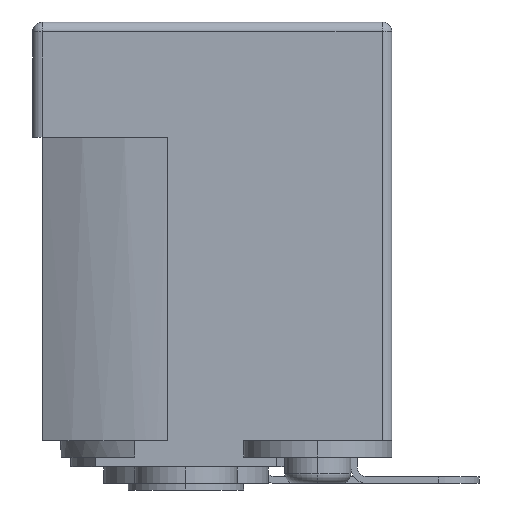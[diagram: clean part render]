
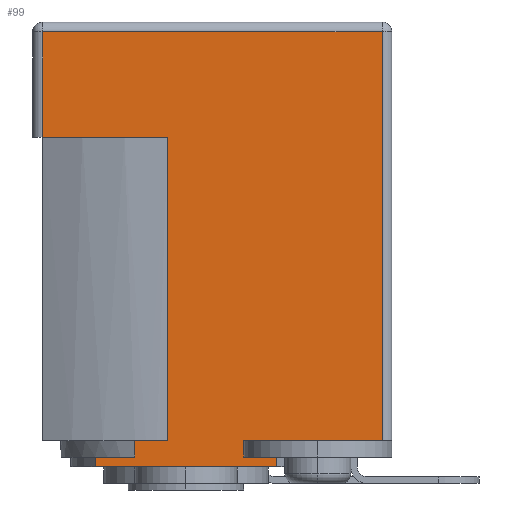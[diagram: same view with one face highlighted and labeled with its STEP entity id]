
A CAD part, left-side view. The second image highlights one B-rep face of the part: STEP entity #99.
In plain terms, the highlighted planar face has unit normal (-1, 0, 0).
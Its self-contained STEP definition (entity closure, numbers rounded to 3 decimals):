
#99=ADVANCED_FACE('',(#235),#236,.T.);
#235=FACE_OUTER_BOUND('',#461,.T.);
#236=PLANE('',#462);
#461=EDGE_LOOP('',(#852,#853,#854,#855,#856,#857,#858,#859,#860,#861,#862,#863,#864,#865,#866,#867));
#462=AXIS2_PLACEMENT_3D('',#868,#869,#870);
#852=ORIENTED_EDGE('',*,*,#1622,.F.);
#853=ORIENTED_EDGE('',*,*,#1623,.T.);
#854=ORIENTED_EDGE('',*,*,#1624,.T.);
#855=ORIENTED_EDGE('',*,*,#1625,.T.);
#856=ORIENTED_EDGE('',*,*,#1626,.F.);
#857=ORIENTED_EDGE('',*,*,#1627,.T.);
#858=ORIENTED_EDGE('',*,*,#1628,.T.);
#859=ORIENTED_EDGE('',*,*,#1629,.F.);
#860=ORIENTED_EDGE('',*,*,#1630,.T.);
#861=ORIENTED_EDGE('',*,*,#1631,.F.);
#862=ORIENTED_EDGE('',*,*,#1632,.F.);
#863=ORIENTED_EDGE('',*,*,#1633,.F.);
#864=ORIENTED_EDGE('',*,*,#1634,.F.);
#865=ORIENTED_EDGE('',*,*,#1635,.T.);
#866=ORIENTED_EDGE('',*,*,#1581,.T.);
#867=ORIENTED_EDGE('',*,*,#1636,.T.);
#868=CARTESIAN_POINT('',(-4.5,10.9,-13.2));
#869=DIRECTION('',(-1.0,0.,0.0));
#870=DIRECTION('',(0.,1.0,0.0));
#1581=EDGE_CURVE('',#1929,#1927,#1930,.T.);
#1622=EDGE_CURVE('',#1998,#1999,#2000,.T.);
#1623=EDGE_CURVE('',#1998,#2001,#2002,.T.);
#1624=EDGE_CURVE('',#2001,#2003,#2004,.T.);
#1625=EDGE_CURVE('',#2003,#2005,#2006,.T.);
#1626=EDGE_CURVE('',#2007,#2005,#2008,.T.);
#1627=EDGE_CURVE('',#2007,#2009,#2010,.T.);
#1628=EDGE_CURVE('',#2009,#2011,#2012,.T.);
#1629=EDGE_CURVE('',#2013,#2011,#2014,.T.);
#1630=EDGE_CURVE('',#2013,#2015,#2016,.T.);
#1631=EDGE_CURVE('',#2017,#2015,#2018,.T.);
#1632=EDGE_CURVE('',#2019,#2017,#2020,.T.);
#1633=EDGE_CURVE('',#2021,#2019,#2022,.T.);
#1634=EDGE_CURVE('',#2023,#2021,#2024,.T.);
#1635=EDGE_CURVE('',#2023,#1929,#2025,.T.);
#1636=EDGE_CURVE('',#1927,#1999,#2026,.T.);
#1927=VERTEX_POINT('',#2413);
#1929=VERTEX_POINT('',#2416);
#1930=LINE('',#2417,#2418);
#1998=VERTEX_POINT('',#2520);
#1999=VERTEX_POINT('',#2521);
#2000=LINE('',#2522,#2523);
#2001=VERTEX_POINT('',#2524);
#2002=LINE('',#2525,#2526);
#2003=VERTEX_POINT('',#2527);
#2004=LINE('',#2528,#2529);
#2005=VERTEX_POINT('',#2530);
#2006=LINE('',#2531,#2532);
#2007=VERTEX_POINT('',#2533);
#2008=LINE('',#2534,#2535);
#2009=VERTEX_POINT('',#2536);
#2010=LINE('',#2537,#2538);
#2011=VERTEX_POINT('',#2539);
#2012=LINE('',#2540,#2541);
#2013=VERTEX_POINT('',#2542);
#2014=LINE('',#2543,#2544);
#2015=VERTEX_POINT('',#2545);
#2016=LINE('',#2546,#2547);
#2017=VERTEX_POINT('',#2548);
#2018=LINE('',#2549,#2550);
#2019=VERTEX_POINT('',#2551);
#2020=LINE('',#2552,#2553);
#2021=VERTEX_POINT('',#2554);
#2022=LINE('',#2555,#2556);
#2023=VERTEX_POINT('',#2557);
#2024=LINE('',#2558,#2559);
#2025=LINE('',#2560,#2561);
#2026=LINE('',#2562,#2563);
#2413=CARTESIAN_POINT('',(-4.5,4.5,-13.2));
#2416=CARTESIAN_POINT('',(-4.5,3.5,-13.2));
#2417=CARTESIAN_POINT('',(-4.5,9.0,-13.2));
#2418=VECTOR('',#2986,1000.0);
#2520=CARTESIAN_POINT('',(-4.5,0.3,-12.7));
#2521=CARTESIAN_POINT('',(-4.5,4.5,-12.7));
#2522=CARTESIAN_POINT('',(-4.5,0.,-12.7));
#2523=VECTOR('',#3039,1000.0);
#2524=CARTESIAN_POINT('',(-4.5,0.3,-0.3));
#2525=CARTESIAN_POINT('',(-4.5,0.3,-13.2));
#2526=VECTOR('',#3040,1000.0);
#2527=CARTESIAN_POINT('',(-4.5,10.6,-0.3));
#2528=CARTESIAN_POINT('',(-4.5,10.9,-0.3));
#2529=VECTOR('',#3041,1000.0);
#2530=CARTESIAN_POINT('',(-4.5,10.6,-3.5));
#2531=CARTESIAN_POINT('',(-4.5,10.6,-13.2));
#2532=VECTOR('',#3042,1000.0);
#2533=CARTESIAN_POINT('',(-4.5,6.8,-3.5));
#2534=CARTESIAN_POINT('',(-4.5,6.8,-3.5));
#2535=VECTOR('',#3043,1000.0);
#2536=CARTESIAN_POINT('',(-4.5,6.8,-12.7));
#2537=CARTESIAN_POINT('',(-4.5,6.8,-3.5));
#2538=VECTOR('',#3044,1000.0);
#2539=CARTESIAN_POINT('',(-4.5,7.8,-12.7));
#2540=CARTESIAN_POINT('',(-4.5,4.5,-12.7));
#2541=VECTOR('',#3045,1000.0);
#2542=CARTESIAN_POINT('',(-4.5,7.8,-13.2));
#2543=CARTESIAN_POINT('',(-4.5,7.8,-13.2));
#2544=VECTOR('',#3046,1000.0);
#2545=CARTESIAN_POINT('',(-4.5,9.0,-13.2));
#2546=CARTESIAN_POINT('',(-4.5,9.0,-13.2));
#2547=VECTOR('',#3047,1000.0);
#2548=CARTESIAN_POINT('',(-4.5,9.0,-13.5));
#2549=CARTESIAN_POINT('',(-4.5,9.0,-13.5));
#2550=VECTOR('',#3048,1000.0);
#2551=CARTESIAN_POINT('',(-4.5,7.8,-13.5));
#2552=CARTESIAN_POINT('',(-4.5,9.0,-13.5));
#2553=VECTOR('',#3049,1000.0);
#2554=CARTESIAN_POINT('',(-4.5,4.7,-13.5));
#2555=CARTESIAN_POINT('',(-4.5,9.0,-13.5));
#2556=VECTOR('',#3050,1000.0);
#2557=CARTESIAN_POINT('',(-4.5,3.5,-13.5));
#2558=CARTESIAN_POINT('',(-4.5,9.0,-13.5));
#2559=VECTOR('',#3051,1000.0);
#2560=CARTESIAN_POINT('',(-4.5,3.5,-13.5));
#2561=VECTOR('',#3052,1000.0);
#2562=CARTESIAN_POINT('',(-4.5,4.5,-13.2));
#2563=VECTOR('',#3053,1000.0);
#2986=DIRECTION('',(0.,1.0,-0.0));
#3039=DIRECTION('',(0.0,1.0,0.0));
#3040=DIRECTION('',(0.0,0.0,1.0));
#3041=DIRECTION('',(0.,1.0,-0.0));
#3042=DIRECTION('',(-0.0,-0.0,-1.0));
#3043=DIRECTION('',(0.0,1.0,0.0));
#3044=DIRECTION('',(-0.0,-0.0,-1.0));
#3045=DIRECTION('',(0.0,1.0,0.0));
#3046=DIRECTION('',(-0.0,-0.0,1.0));
#3047=DIRECTION('',(0.,1.0,-0.0));
#3048=DIRECTION('',(-0.0,-0.0,1.0));
#3049=DIRECTION('',(0.,1.0,-0.0));
#3050=DIRECTION('',(0.,1.0,-0.0));
#3051=DIRECTION('',(0.,1.0,-0.0));
#3052=DIRECTION('',(-0.0,-0.0,1.0));
#3053=DIRECTION('',(-0.0,-0.0,1.0));
